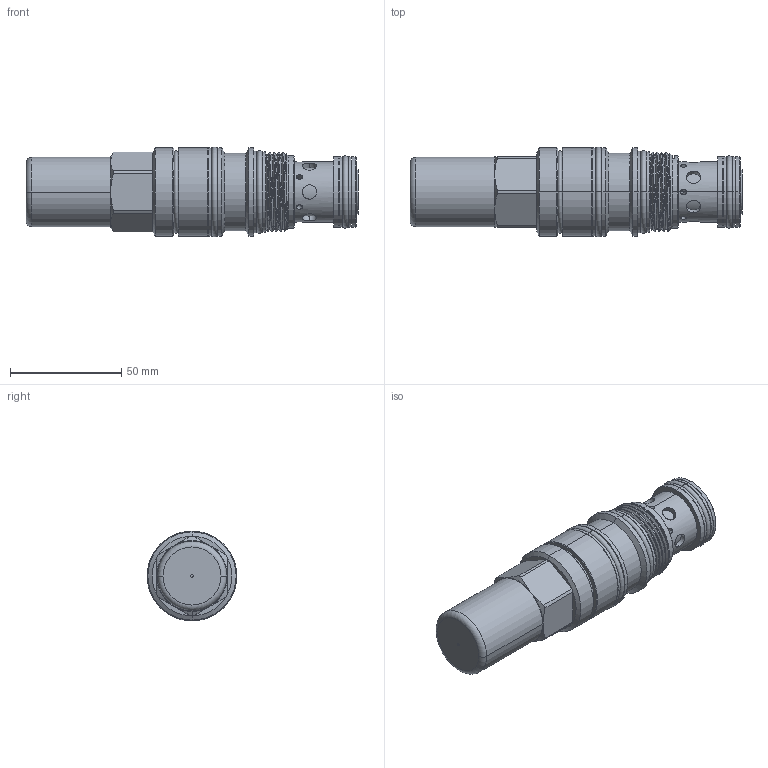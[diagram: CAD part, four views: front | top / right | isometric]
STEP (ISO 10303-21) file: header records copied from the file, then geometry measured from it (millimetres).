
FILE_DESCRIPTION (( 'STEP AP203' ), '1' );
FILE_NAME ('CA17A3A(3C)-C.STEP', '2024-05-20T08:50:10', ( '' ), ( '' ), 'SwSTEP 2.0', 'SolidWorks 2018', '' );
FILE_SCHEMA (( 'CONFIG_CONTROL_DESIGN' ));
Length unit declared in the file: millimetre
Products named in the file (1): CA17A3A(3C)-C
Bounding box: 149.3 x 40.4 x 40.4 mm (x, y, z)
Volume: 132481.4 mm3; surface area: 24130 mm2
Topology: 1 solids, 1 shells, 266 faces, 588 edges, 358 vertices
Faces by surface type: cylinder 136, cone 54, plane 44, torus 29, bspline 3
Entity records: 10129 total; most frequent: CARTESIAN_POINT 4224, DIRECTION 1274, ORIENTED_EDGE 1172, EDGE_CURVE 586, AXIS2_PLACEMENT_3D 543, VERTEX_POINT 358, EDGE_LOOP 304, CIRCLE 279
